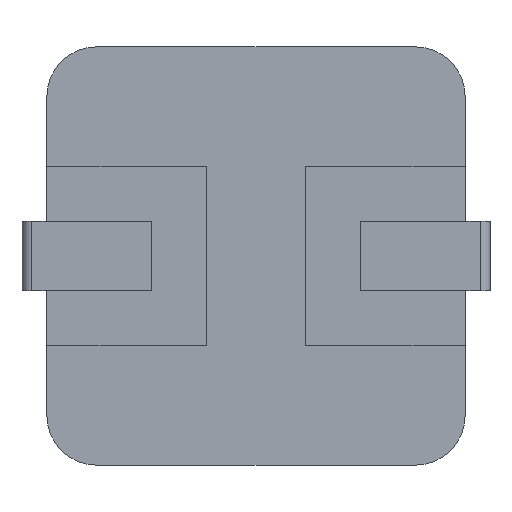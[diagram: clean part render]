
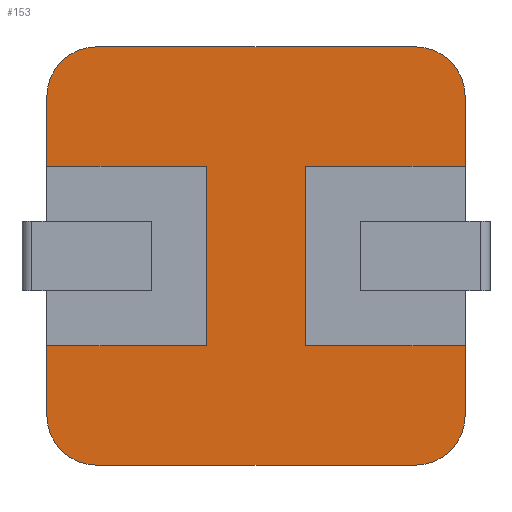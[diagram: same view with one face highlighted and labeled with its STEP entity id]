
A CAD part, front view. The second image highlights one B-rep face of the part: STEP entity #153.
In plain terms, the highlighted planar face has unit normal (0, -1, 0).
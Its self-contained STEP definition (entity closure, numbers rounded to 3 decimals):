
#18 = LINE ( 'NONE', #68, #138 ) ;
#23 = CIRCLE ( 'NONE', #1343, 0.5 ) ;
#31 = CARTESIAN_POINT ( 'NONE',  ( 1.6, 0., 2.1 ) ) ;
#32 = VECTOR ( 'NONE', #1465, 1000. ) ;
#35 = CARTESIAN_POINT ( 'NONE',  ( 1.6, 0., -2.1 ) ) ;
#47 = VERTEX_POINT ( 'NONE', #1191 ) ;
#59 = PLANE ( 'NONE',  #460 ) ;
#65 = VECTOR ( 'NONE', #960, 1000. ) ;
#68 = CARTESIAN_POINT ( 'NONE',  ( 2.1, 0., -2.1 ) ) ;
#72 = LINE ( 'NONE', #514, #32 ) ;
#74 = ORIENTED_EDGE ( 'NONE', *, *, #96, .F. ) ;
#77 = VERTEX_POINT ( 'NONE', #1477 ) ;
#96 = EDGE_CURVE ( 'NONE', #1321, #346, #18, .T. ) ;
#99 = CIRCLE ( 'NONE', #592, 0.5 ) ;
#117 = EDGE_LOOP ( 'NONE', ( #927, #1058, #1412, #1437, #907, #1385, #1324, #1106, #74, #442, #561, #631, #1327, #240, #867, #158 ) ) ;
#122 = DIRECTION ( 'NONE',  ( 0., 0., 1. ) ) ;
#138 = VECTOR ( 'NONE', #863, 1000. ) ;
#142 = VECTOR ( 'NONE', #577, 1000. ) ;
#153 = ADVANCED_FACE ( 'NONE', ( #841 ), #59, .F. ) ;
#154 = DIRECTION ( 'NONE',  ( 0., -1., 0. ) ) ;
#156 = DIRECTION ( 'NONE',  ( 1., 0., 0. ) ) ;
#158 = ORIENTED_EDGE ( 'NONE', *, *, #859, .F. ) ;
#240 = ORIENTED_EDGE ( 'NONE', *, *, #1121, .F. ) ;
#251 = DIRECTION ( 'NONE',  ( -1., 0., 0. ) ) ;
#252 = AXIS2_PLACEMENT_3D ( 'NONE', #716, #154, #1308 ) ;
#258 = VECTOR ( 'NONE', #156, 1000. ) ;
#260 = DIRECTION ( 'NONE',  ( 0., -1., 0. ) ) ;
#279 = VERTEX_POINT ( 'NONE', #1177 ) ;
#287 = DIRECTION ( 'NONE',  ( 1., 0., 0. ) ) ;
#315 = EDGE_CURVE ( 'NONE', #569, #1077, #578, .T. ) ;
#316 = CARTESIAN_POINT ( 'NONE',  ( -2.1, 0., -0.9 ) ) ;
#321 = LINE ( 'NONE', #1018, #1188 ) ;
#332 = DIRECTION ( 'NONE',  ( 0., 0., 1. ) ) ;
#344 = VECTOR ( 'NONE', #251, 1000. ) ;
#346 = VERTEX_POINT ( 'NONE', #928 ) ;
#347 = DIRECTION ( 'NONE',  ( 0., 0., -1. ) ) ;
#351 = EDGE_CURVE ( 'NONE', #346, #536, #1255, .T. ) ;
#353 = CARTESIAN_POINT ( 'NONE',  ( 2.1, 0., -0.9 ) ) ;
#360 = DIRECTION ( 'NONE',  ( -1., 0., 0. ) ) ;
#362 = CARTESIAN_POINT ( 'NONE',  ( -0.5, 0., -0.9 ) ) ;
#363 = VECTOR ( 'NONE', #360, 1000. ) ;
#368 = LINE ( 'NONE', #705, #65 ) ;
#379 = CARTESIAN_POINT ( 'NONE',  ( 0.5, 0., -0.9 ) ) ;
#396 = CARTESIAN_POINT ( 'NONE',  ( -2.1, 0., -0.9 ) ) ;
#403 = CARTESIAN_POINT ( 'NONE',  ( -2.1, 0., 2.1 ) ) ;
#435 = DIRECTION ( 'NONE',  ( 0., 1., 0. ) ) ;
#442 = ORIENTED_EDGE ( 'NONE', *, *, #1175, .T. ) ;
#446 = VECTOR ( 'NONE', #347, 1000. ) ;
#447 = EDGE_CURVE ( 'NONE', #569, #700, #99, .T. ) ;
#460 = AXIS2_PLACEMENT_3D ( 'NONE', #640, #435, #1123 ) ;
#461 = LINE ( 'NONE', #1184, #142 ) ;
#471 = LINE ( 'NONE', #403, #1052 ) ;
#508 = CARTESIAN_POINT ( 'NONE',  ( -2.1, 0., 1.6 ) ) ;
#514 = CARTESIAN_POINT ( 'NONE',  ( -0.5, 0., 0.9 ) ) ;
#534 = DIRECTION ( 'NONE',  ( 0., 0., -1. ) ) ;
#536 = VERTEX_POINT ( 'NONE', #1079 ) ;
#548 = LINE ( 'NONE', #396, #1497 ) ;
#561 = ORIENTED_EDGE ( 'NONE', *, *, #943, .F. ) ;
#565 = CIRCLE ( 'NONE', #1238, 0.5 ) ;
#569 = VERTEX_POINT ( 'NONE', #35 ) ;
#577 = DIRECTION ( 'NONE',  ( -1., 0., 0. ) ) ;
#578 = LINE ( 'NONE', #913, #344 ) ;
#592 = AXIS2_PLACEMENT_3D ( 'NONE', #1438, #688, #807 ) ;
#600 = EDGE_CURVE ( 'NONE', #1033, #279, #72, .T. ) ;
#603 = VERTEX_POINT ( 'NONE', #31 ) ;
#631 = ORIENTED_EDGE ( 'NONE', *, *, #786, .T. ) ;
#640 = CARTESIAN_POINT ( 'NONE',  ( 0., 0., 0. ) ) ;
#666 = VERTEX_POINT ( 'NONE', #1115 ) ;
#687 = CARTESIAN_POINT ( 'NONE',  ( 2.1, 0., -2.1 ) ) ;
#688 = DIRECTION ( 'NONE',  ( 0., -1., 0. ) ) ;
#700 = VERTEX_POINT ( 'NONE', #1480 ) ;
#705 = CARTESIAN_POINT ( 'NONE',  ( -2.1, 0., -2.1 ) ) ;
#709 = CARTESIAN_POINT ( 'NONE',  ( 2.1, 0., 1.6 ) ) ;
#716 = CARTESIAN_POINT ( 'NONE',  ( 1.6, 0., 1.6 ) ) ;
#744 = CARTESIAN_POINT ( 'NONE',  ( 2.1, 0., -0.9 ) ) ;
#786 = EDGE_CURVE ( 'NONE', #666, #918, #23, .T. ) ;
#807 = DIRECTION ( 'NONE',  ( 0., 0., 1. ) ) ;
#841 = FACE_OUTER_BOUND ( 'NONE', #117, .T. ) ;
#859 = EDGE_CURVE ( 'NONE', #1457, #1033, #548, .T. ) ;
#863 = DIRECTION ( 'NONE',  ( 0., 0., -1. ) ) ;
#867 = ORIENTED_EDGE ( 'NONE', *, *, #600, .F. ) ;
#907 = ORIENTED_EDGE ( 'NONE', *, *, #1071, .F. ) ;
#913 = CARTESIAN_POINT ( 'NONE',  ( -2.1, 0., -2.1 ) ) ;
#918 = VERTEX_POINT ( 'NONE', #508 ) ;
#926 = CARTESIAN_POINT ( 'NONE',  ( -1.6, 0., -2.1 ) ) ;
#927 = ORIENTED_EDGE ( 'NONE', *, *, #1063, .F. ) ;
#928 = CARTESIAN_POINT ( 'NONE',  ( 2.1, 0., 0.9 ) ) ;
#935 = CARTESIAN_POINT ( 'NONE',  ( 2.1, 0., 0.9 ) ) ;
#943 = EDGE_CURVE ( 'NONE', #666, #603, #471, .T. ) ;
#951 = DIRECTION ( 'NONE',  ( 0., 0., 1. ) ) ;
#960 = DIRECTION ( 'NONE',  ( 0., 0., 1. ) ) ;
#974 = DIRECTION ( 'NONE',  ( 1., 0., 0. ) ) ;
#1018 = CARTESIAN_POINT ( 'NONE',  ( 0.5, 0., 0.9 ) ) ;
#1024 = LINE ( 'NONE', #1169, #1502 ) ;
#1033 = VERTEX_POINT ( 'NONE', #362 ) ;
#1035 = CARTESIAN_POINT ( 'NONE',  ( -1.6, 0., 1.6 ) ) ;
#1042 = LINE ( 'NONE', #687, #446 ) ;
#1052 = VECTOR ( 'NONE', #287, 1000. ) ;
#1058 = ORIENTED_EDGE ( 'NONE', *, *, #1163, .T. ) ;
#1063 = EDGE_CURVE ( 'NONE', #47, #1457, #1024, .T. ) ;
#1071 = EDGE_CURVE ( 'NONE', #1150, #700, #1042, .T. ) ;
#1073 = CIRCLE ( 'NONE', #252, 0.5 ) ;
#1077 = VERTEX_POINT ( 'NONE', #926 ) ;
#1079 = CARTESIAN_POINT ( 'NONE',  ( 0.5, 0., 0.9 ) ) ;
#1084 = CARTESIAN_POINT ( 'NONE',  ( -1.6, 0., -1.6 ) ) ;
#1106 = ORIENTED_EDGE ( 'NONE', *, *, #351, .F. ) ;
#1115 = CARTESIAN_POINT ( 'NONE',  ( -1.6, 0., 2.1 ) ) ;
#1121 = EDGE_CURVE ( 'NONE', #279, #77, #461, .T. ) ;
#1123 = DIRECTION ( 'NONE',  ( 0., 0., 1. ) ) ;
#1150 = VERTEX_POINT ( 'NONE', #353 ) ;
#1163 = EDGE_CURVE ( 'NONE', #47, #1077, #565, .T. ) ;
#1169 = CARTESIAN_POINT ( 'NONE',  ( -2.1, 0., -2.1 ) ) ;
#1175 = EDGE_CURVE ( 'NONE', #1321, #603, #1073, .T. ) ;
#1177 = CARTESIAN_POINT ( 'NONE',  ( -0.5, 0., 0.9 ) ) ;
#1184 = CARTESIAN_POINT ( 'NONE',  ( -2.1, 0., 0.9 ) ) ;
#1188 = VECTOR ( 'NONE', #534, 1000. ) ;
#1191 = CARTESIAN_POINT ( 'NONE',  ( -2.1, 0., -1.6 ) ) ;
#1194 = EDGE_CURVE ( 'NONE', #77, #918, #368, .T. ) ;
#1238 = AXIS2_PLACEMENT_3D ( 'NONE', #1084, #260, #951 ) ;
#1255 = LINE ( 'NONE', #935, #363 ) ;
#1308 = DIRECTION ( 'NONE',  ( 0., 0., 1. ) ) ;
#1312 = LINE ( 'NONE', #744, #258 ) ;
#1318 = VERTEX_POINT ( 'NONE', #379 ) ;
#1321 = VERTEX_POINT ( 'NONE', #709 ) ;
#1324 = ORIENTED_EDGE ( 'NONE', *, *, #1466, .F. ) ;
#1327 = ORIENTED_EDGE ( 'NONE', *, *, #1194, .F. ) ;
#1343 = AXIS2_PLACEMENT_3D ( 'NONE', #1035, #1527, #332 ) ;
#1373 = EDGE_CURVE ( 'NONE', #1318, #1150, #1312, .T. ) ;
#1385 = ORIENTED_EDGE ( 'NONE', *, *, #1373, .F. ) ;
#1412 = ORIENTED_EDGE ( 'NONE', *, *, #315, .F. ) ;
#1437 = ORIENTED_EDGE ( 'NONE', *, *, #447, .T. ) ;
#1438 = CARTESIAN_POINT ( 'NONE',  ( 1.6, 0., -1.6 ) ) ;
#1457 = VERTEX_POINT ( 'NONE', #316 ) ;
#1465 = DIRECTION ( 'NONE',  ( 0., 0., 1. ) ) ;
#1466 = EDGE_CURVE ( 'NONE', #536, #1318, #321, .T. ) ;
#1477 = CARTESIAN_POINT ( 'NONE',  ( -2.1, 0., 0.9 ) ) ;
#1480 = CARTESIAN_POINT ( 'NONE',  ( 2.1, 0., -1.6 ) ) ;
#1497 = VECTOR ( 'NONE', #974, 1000. ) ;
#1502 = VECTOR ( 'NONE', #122, 1000. ) ;
#1527 = DIRECTION ( 'NONE',  ( 0., -1., 0. ) ) ;
